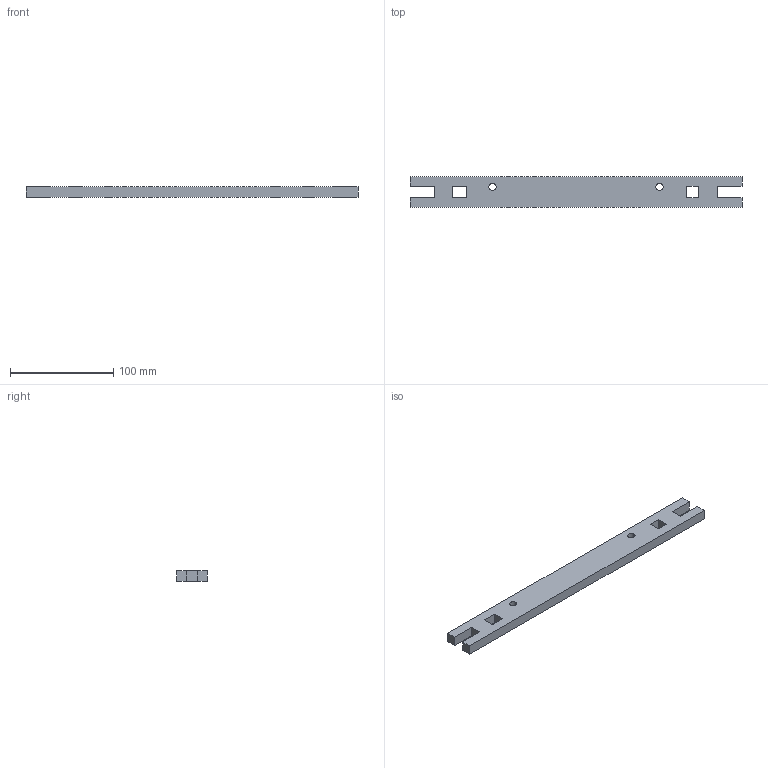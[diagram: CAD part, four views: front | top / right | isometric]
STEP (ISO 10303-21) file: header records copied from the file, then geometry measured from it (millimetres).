
FILE_DESCRIPTION(('STEP AP214'),'1');
FILE_NAME('cctmp_575F30E2-0617-4307-AEAB-C1C4BCDB13DE_2025_03_31_08_28_01_0974..stp','2025-03-31T06:28:02',('SIEMENS A&D'),('CADClick - www.CADClick.com'),'Spatial InterOp 3D',' ','unknown authorization');
FILE_SCHEMA(('AUTOMOTIVE_DESIGN'));
Length unit declared in the file: millimetre
Products named in the file (1): 2025_03_31_08_28_01_0957
Bounding box: 322 x 30 x 10 mm (x, y, z)
Volume: 87910.3 mm3; surface area: 26941.9 mm2
Topology: 1 solids, 1 shells, 26 faces, 72 edges, 48 vertices
Faces by surface type: plane 22, cylinder 4
Entity records: 1072 total; most frequent: CARTESIAN_POINT 147, ORIENTED_EDGE 144, DIRECTION 134, EDGE_CURVE 72, LINE 64, VECTOR 64, VERTEX_POINT 48, AXIS2_PLACEMENT_3D 35
